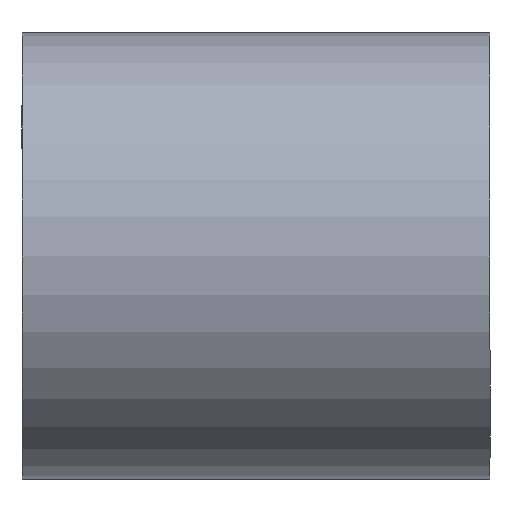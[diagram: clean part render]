
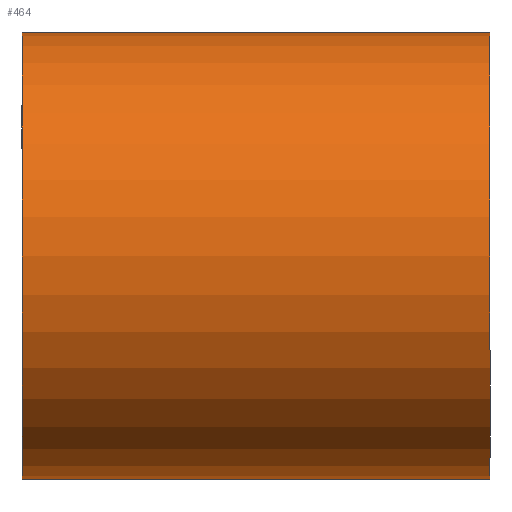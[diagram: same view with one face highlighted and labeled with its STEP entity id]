
A CAD part, front view. The second image highlights one B-rep face of the part: STEP entity #464.
In plain terms, the highlighted cylindrical face has radius 22.4 mm (diameter 44.8 mm), a partial arc.
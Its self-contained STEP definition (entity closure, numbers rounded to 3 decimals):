
#22 = VERTEX_POINT('',#23);
#23 = CARTESIAN_POINT('',(-19.,-37.,7.6));
#31 = EDGE_CURVE('',#22,#32,#34,.T.);
#32 = VERTEX_POINT('',#33);
#33 = CARTESIAN_POINT('',(28.,-37.,7.6));
#34 = LINE('',#35,#36);
#35 = CARTESIAN_POINT('',(-19.,-37.,7.6));
#36 = VECTOR('',#37,1.);
#37 = DIRECTION('',(1.,0.,0.));
#193 = VERTEX_POINT('',#194);
#194 = CARTESIAN_POINT('',(-19.,-37.,52.4));
#200 = EDGE_CURVE('',#193,#22,#201,.T.);
#201 = CIRCLE('',#202,22.4);
#202 = AXIS2_PLACEMENT_3D('',#203,#204,#205);
#203 = CARTESIAN_POINT('',(-19.,-37.,30.));
#204 = DIRECTION('',(1.,0.,0.));
#205 = DIRECTION('',(0.,1.,0.));
#366 = EDGE_CURVE('',#367,#32,#369,.T.);
#367 = VERTEX_POINT('',#368);
#368 = CARTESIAN_POINT('',(28.,-37.,52.4));
#369 = CIRCLE('',#370,22.4);
#370 = AXIS2_PLACEMENT_3D('',#371,#372,#373);
#371 = CARTESIAN_POINT('',(28.,-37.,30.));
#372 = DIRECTION('',(1.,0.,0.));
#373 = DIRECTION('',(0.,1.,0.));
#464 = ADVANCED_FACE('',(#465),#476,.T.);
#465 = FACE_BOUND('',#466,.F.);
#466 = EDGE_LOOP('',(#467,#473,#474,#475));
#467 = ORIENTED_EDGE('',*,*,#468,.T.);
#468 = EDGE_CURVE('',#193,#367,#469,.T.);
#469 = LINE('',#470,#471);
#470 = CARTESIAN_POINT('',(-19.,-37.,52.4));
#471 = VECTOR('',#472,1.);
#472 = DIRECTION('',(1.,0.,0.));
#473 = ORIENTED_EDGE('',*,*,#366,.T.);
#474 = ORIENTED_EDGE('',*,*,#31,.F.);
#475 = ORIENTED_EDGE('',*,*,#200,.F.);
#476 = CYLINDRICAL_SURFACE('',#477,22.4);
#477 = AXIS2_PLACEMENT_3D('',#478,#479,#480);
#478 = CARTESIAN_POINT('',(-19.,-37.,30.));
#479 = DIRECTION('',(-1.,0.,0.));
#480 = DIRECTION('',(0.,1.,0.));
